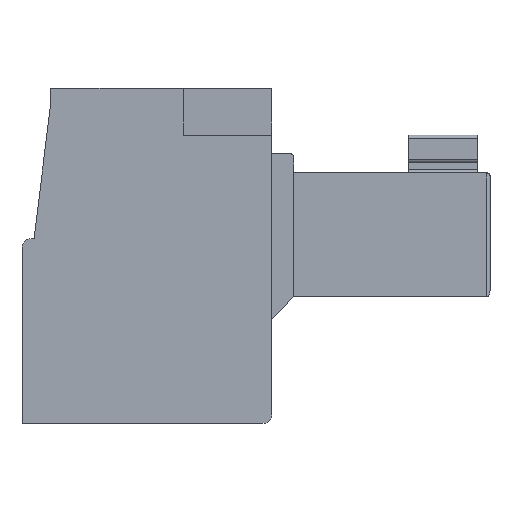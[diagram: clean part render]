
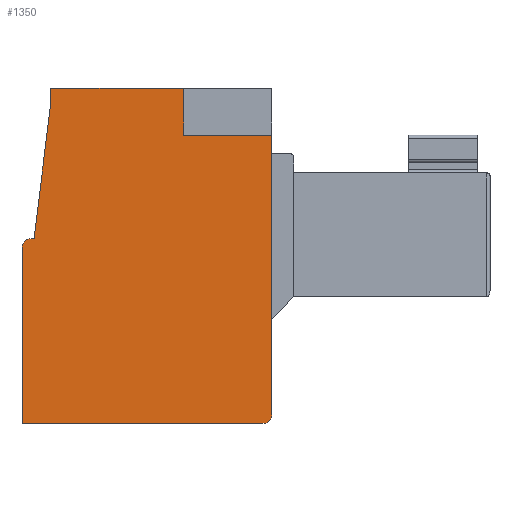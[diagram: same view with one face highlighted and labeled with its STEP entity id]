
A CAD part, left-side view. The second image highlights one B-rep face of the part: STEP entity #1350.
In plain terms, the highlighted planar face has unit normal (-1, 0, 0).
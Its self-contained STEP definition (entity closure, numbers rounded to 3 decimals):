
#70=PLANE('',#1518);
#133=FACE_OUTER_BOUND('',#215,.T.);
#215=EDGE_LOOP('',(#1000,#1001,#1002,#1003,#1004,#1005,#1006,#1007,#1008,
#1009,#1010));
#292=LINE('',#2044,#443);
#304=LINE('',#2070,#455);
#321=LINE('',#2113,#472);
#329=LINE('',#2129,#480);
#330=LINE('',#2134,#481);
#331=LINE('',#2137,#482);
#332=LINE('',#2139,#483);
#333=LINE('',#2141,#484);
#334=LINE('',#2142,#485);
#443=VECTOR('',#1639,10.);
#455=VECTOR('',#1657,10.);
#472=VECTOR('',#1692,10.);
#480=VECTOR('',#1706,10.);
#481=VECTOR('',#1711,10.);
#482=VECTOR('',#1714,10.);
#483=VECTOR('',#1715,10.);
#484=VECTOR('',#1716,10.);
#485=VECTOR('',#1717,10.);
#598=CIRCLE('',#1519,0.3);
#599=CIRCLE('',#1520,0.3);
#630=VERTEX_POINT('',#2041);
#631=VERTEX_POINT('',#2043);
#641=VERTEX_POINT('',#2067);
#642=VERTEX_POINT('',#2069);
#659=VERTEX_POINT('',#2112);
#664=VERTEX_POINT('',#2127);
#665=VERTEX_POINT('',#2131);
#666=VERTEX_POINT('',#2132);
#667=VERTEX_POINT('',#2136);
#668=VERTEX_POINT('',#2138);
#669=VERTEX_POINT('',#2140);
#755=EDGE_CURVE('',#630,#631,#292,.T.);
#767=EDGE_CURVE('',#641,#642,#304,.T.);
#788=EDGE_CURVE('',#631,#659,#321,.T.);
#797=EDGE_CURVE('',#664,#630,#329,.T.);
#798=EDGE_CURVE('',#665,#666,#598,.T.);
#799=EDGE_CURVE('',#642,#665,#330,.T.);
#800=EDGE_CURVE('',#659,#641,#599,.T.);
#801=EDGE_CURVE('',#667,#664,#331,.T.);
#802=EDGE_CURVE('',#668,#667,#332,.T.);
#803=EDGE_CURVE('',#669,#668,#333,.T.);
#804=EDGE_CURVE('',#666,#669,#334,.T.);
#1000=ORIENTED_EDGE('',*,*,#798,.F.);
#1001=ORIENTED_EDGE('',*,*,#799,.F.);
#1002=ORIENTED_EDGE('',*,*,#767,.F.);
#1003=ORIENTED_EDGE('',*,*,#800,.F.);
#1004=ORIENTED_EDGE('',*,*,#788,.F.);
#1005=ORIENTED_EDGE('',*,*,#755,.F.);
#1006=ORIENTED_EDGE('',*,*,#797,.F.);
#1007=ORIENTED_EDGE('',*,*,#801,.F.);
#1008=ORIENTED_EDGE('',*,*,#802,.F.);
#1009=ORIENTED_EDGE('',*,*,#803,.F.);
#1010=ORIENTED_EDGE('',*,*,#804,.F.);
#1350=ADVANCED_FACE('',(#133),#70,.F.);
#1518=AXIS2_PLACEMENT_3D('',#2130,#1707,#1708);
#1519=AXIS2_PLACEMENT_3D('',#2133,#1709,#1710);
#1520=AXIS2_PLACEMENT_3D('',#2135,#1712,#1713);
#1639=DIRECTION('',(0.,-1.,0.));
#1657=DIRECTION('',(0.,1.,0.));
#1692=DIRECTION('',(0.,0.,-1.));
#1706=DIRECTION('',(0.,0.,-1.));
#1707=DIRECTION('center_axis',(1.,0.,0.));
#1708=DIRECTION('ref_axis',(0.,0.,-1.));
#1709=DIRECTION('center_axis',(1.,0.,0.));
#1710=DIRECTION('ref_axis',(0.,1.,0.));
#1711=DIRECTION('',(0.,0.,1.));
#1712=DIRECTION('center_axis',(1.,0.,0.));
#1713=DIRECTION('ref_axis',(0.,-1.,0.));
#1714=DIRECTION('',(0.,-1.,0.));
#1715=DIRECTION('',(0.,0.,1.));
#1716=DIRECTION('',(0.,-0.122,0.993));
#1717=DIRECTION('',(0.,-1.,0.));
#2041=CARTESIAN_POINT('',(-2.54,11.85,6.12));
#2043=CARTESIAN_POINT('',(-2.54,8.93,6.12));
#2044=CARTESIAN_POINT('',(-2.54,11.85,6.12));
#2067=CARTESIAN_POINT('',(-2.54,9.23,-3.43));
#2069=CARTESIAN_POINT('',(-2.54,17.2,-3.43));
#2070=CARTESIAN_POINT('',(-2.54,9.23,-3.43));
#2112=CARTESIAN_POINT('',(-2.54,8.93,-3.13));
#2113=CARTESIAN_POINT('',(-2.54,8.93,6.12));
#2127=CARTESIAN_POINT('',(-2.54,11.85,7.67));
#2129=CARTESIAN_POINT('',(-2.54,11.85,7.67));
#2130=CARTESIAN_POINT('Origin',(-2.54,13.045,1.901));
#2131=CARTESIAN_POINT('',(-2.54,17.2,2.4));
#2132=CARTESIAN_POINT('',(-2.54,16.9,2.7));
#2133=CARTESIAN_POINT('Origin',(-2.54,16.9,2.4));
#2134=CARTESIAN_POINT('',(-2.54,17.2,-3.43));
#2135=CARTESIAN_POINT('Origin',(-2.54,9.23,-3.13));
#2136=CARTESIAN_POINT('',(-2.54,16.25,7.67));
#2137=CARTESIAN_POINT('',(-2.54,16.25,7.67));
#2138=CARTESIAN_POINT('',(-2.54,16.25,7.17));
#2139=CARTESIAN_POINT('',(-2.54,16.25,7.17));
#2140=CARTESIAN_POINT('',(-2.54,16.8,2.7));
#2141=CARTESIAN_POINT('',(-2.54,16.8,2.7));
#2142=CARTESIAN_POINT('',(-2.54,16.9,2.7));
